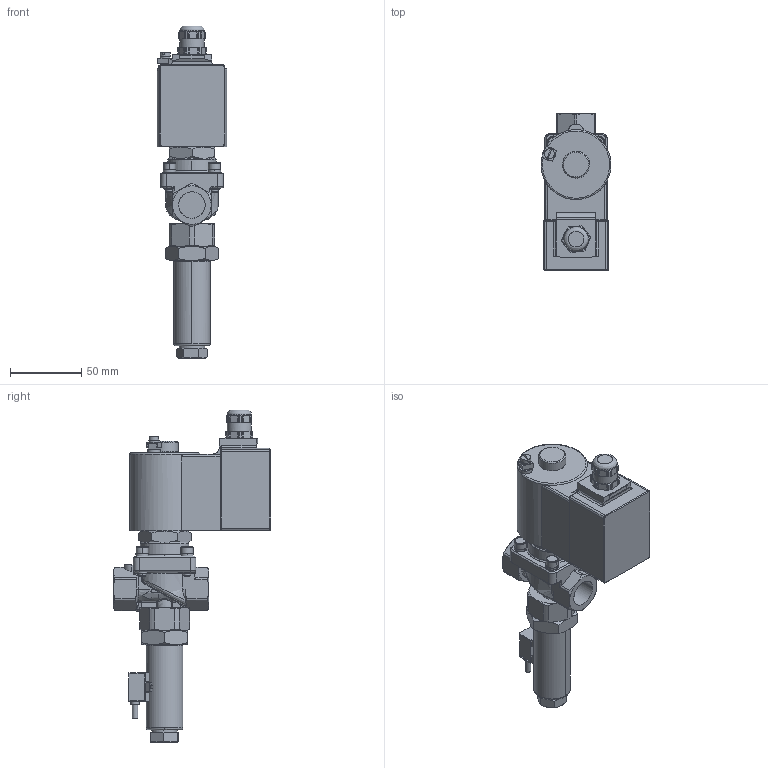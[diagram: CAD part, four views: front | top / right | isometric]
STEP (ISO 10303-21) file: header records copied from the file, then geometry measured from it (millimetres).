
FILE_DESCRIPTION ((), '1');
FILE_NAME ('A3523-0804-808-7C-3.stp', '2024-03-22T20:02:04', ('Unknown'), ('Unknown'), 'HarmonyWare STEP v2.1.4', 'HarmonyWare Translators', '');
FILE_SCHEMA (('CONFIG_CONTROL_DESIGN'));
Length unit declared in the file: millimetre
Products named in the file (570): Volumenkörper2; 46241_p1; BAND; Volumenkörper1
Assembly tree (569 placements, depth 2):
  (unnamed)
    Volumenkörper2
    Volumenkörper2
    Volumenkörper2
    Volumenkörper2
    Volumenkörper2
    Volumenkörper2
    Volumenkörper2
    Volumenkörper2
    Volumenkörper2
    Volumenkörper2
    Volumenkörper2
    Volumenkörper2
    Volumenkörper2
    Volumenkörper2
    Volumenkörper2
    Volumenkörper2
    Volumenkörper2
    Volumenkörper2
    Volumenkörper2
    Volumenkörper2
    Volumenkörper2
    Volumenkörper2
    Volumenkörper2
    Volumenkörper2
    Volumenkörper2
    Volumenkörper2
    Volumenkörper2
    Volumenkörper2
    Volumenkörper2
    Volumenkörper2
    Volumenkörper2
    Volumenkörper2
    Volumenkörper2
    Volumenkörper2
    Volumenkörper2
    Volumenkörper2
    Volumenkörper2
    Volumenkörper2
    Volumenkörper2
    Volumenkörper2
    Volumenkörper2
    Volumenkörper2
    Volumenkörper2
    Volumenkörper2
    Volumenkörper2
    Volumenkörper2
    Volumenkörper2
    Volumenkörper2
    Volumenkörper2
    46241_p1
    Volumenkörper2
    Volumenkörper2
    Volumenkörper2
    Volumenkörper2
    Volumenkörper2
    Volumenkörper2
    Volumenkörper2
    Volumenkörper2
    Volumenkörper2
Bounding box: 49.11 x 110.45 x 233.28 mm (x, y, z)
Volume: 3728.1 mm3; surface area: 55563.4 mm2
Topology: 2 solids, 569 shells, 716 faces, 3239 edges, 3046 vertices
Faces by surface type: bspline 716
Entity records: 127241 total; most frequent: CARTESIAN_POINT 29095, PERSON 5698, ORGANIZATION 5698, PERSON_AND_ORGANIZATION 5698, CALENDAR_DATE 3988, COORDINATED_UNIVERSAL_TIME_OFFSET 3988, LOCAL_TIME 3988, DATE_AND_TIME 3988
